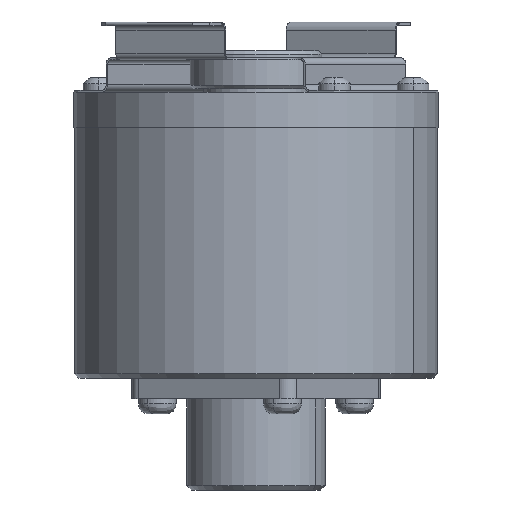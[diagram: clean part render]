
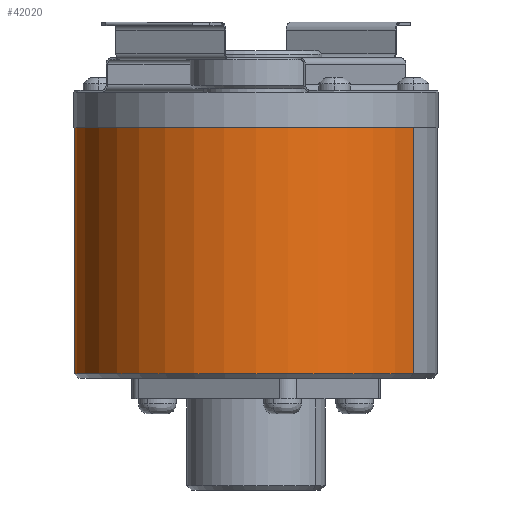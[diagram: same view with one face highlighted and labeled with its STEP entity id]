
A CAD part, front view. The second image highlights one B-rep face of the part: STEP entity #42020.
In plain terms, the highlighted cylindrical face has radius 28.9 mm (diameter 57.8 mm), a partial arc.
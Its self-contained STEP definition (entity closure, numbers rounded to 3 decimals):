
#746=CARTESIAN_POINT('',(0.,0.,-26.8));
#747=DIRECTION('',(0.,0.,-1.));
#748=DIRECTION('',(0.866,-0.5,0.));
#749=AXIS2_PLACEMENT_3D('',#746,#747,#748);
#780=CARTESIAN_POINT('',(0.,0.,12.4));
#781=DIRECTION('',(0.,0.,1.));
#782=DIRECTION('',(-0.866,0.5,0.));
#783=AXIS2_PLACEMENT_3D('',#780,#781,#782);
#15326=DIRECTION('',(0.,0.,-1.));
#15327=VECTOR('',#15326,39.2);
#15328=CARTESIAN_POINT('',(25.028,-14.45,12.4));
#15329=LINE('',#15328,#15327);
#15330=DIRECTION('',(0.,0.,-1.));
#15331=VECTOR('',#15330,39.2);
#15332=CARTESIAN_POINT('',(-25.028,14.45,12.4));
#15333=LINE('',#15332,#15331);
#22613=CARTESIAN_POINT('',(25.028,-14.45,-26.8));
#22614=CARTESIAN_POINT('',(-25.028,14.45,-26.8));
#22615=VERTEX_POINT('',#22613);
#22616=VERTEX_POINT('',#22614);
#22717=CARTESIAN_POINT('',(25.028,-14.45,12.4));
#22718=CARTESIAN_POINT('',(-25.028,14.45,12.4));
#22719=VERTEX_POINT('',#22717);
#22720=VERTEX_POINT('',#22718);
#42009=CARTESIAN_POINT('',(0.,0.,-29.495));
#42010=DIRECTION('',(0.,0.,1.));
#42011=DIRECTION('',(-0.866,0.5,0.));
#42012=AXIS2_PLACEMENT_3D('',#42009,#42010,#42011);
#42013=CYLINDRICAL_SURFACE('',#42012,28.9);
#42014=ORIENTED_EDGE('',*,*,#24547,.T.);
#42015=ORIENTED_EDGE('',*,*,#24530,.T.);
#42016=ORIENTED_EDGE('',*,*,#24500,.T.);
#42017=ORIENTED_EDGE('',*,*,#24527,.F.);
#42018=EDGE_LOOP('',(#42014,#42015,#42016,#42017));
#42019=FACE_OUTER_BOUND('',#42018,.F.);
#750=CIRCLE('',#749,28.9);
#784=CIRCLE('',#783,28.9);
#24500=EDGE_CURVE('',#22615,#22616,#750,.T.);
#24527=EDGE_CURVE('',#22720,#22616,#15333,.T.);
#24530=EDGE_CURVE('',#22719,#22615,#15329,.T.);
#24547=EDGE_CURVE('',#22720,#22719,#784,.T.);
#42020=ADVANCED_FACE('',(#42019),#42013,.T.);
